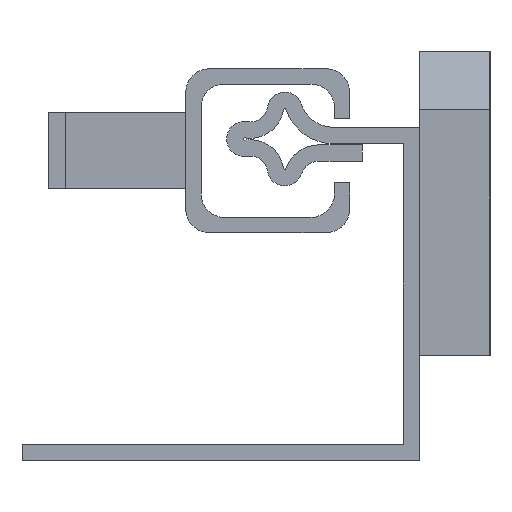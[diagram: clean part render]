
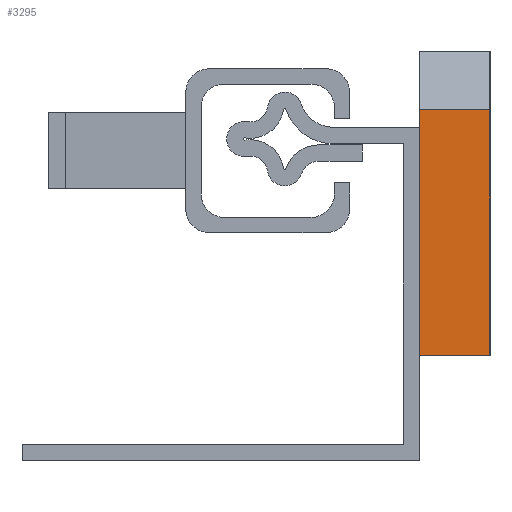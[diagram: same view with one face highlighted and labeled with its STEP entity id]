
A CAD part, left-side view. The second image highlights one B-rep face of the part: STEP entity #3295.
In plain terms, the highlighted planar face has unit normal (-1, 0, 0).
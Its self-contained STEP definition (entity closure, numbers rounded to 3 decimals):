
#66 = CARTESIAN_POINT ( 'NONE',  ( -87., 13., 6. ) ) ;
#620 = LINE ( 'NONE', #3837, #2830 ) ;
#718 = VECTOR ( 'NONE', #4163, 1000. ) ;
#890 = DIRECTION ( 'NONE',  ( 0., 0., -1. ) ) ;
#933 = CARTESIAN_POINT ( 'NONE',  ( -87., 13., 0. ) ) ;
#963 = DIRECTION ( 'NONE',  ( 0., 0., -1. ) ) ;
#1061 = ORIENTED_EDGE ( 'NONE', *, *, #1595, .F. ) ;
#1246 = CARTESIAN_POINT ( 'NONE',  ( -87., 13., 0. ) ) ;
#1344 = VERTEX_POINT ( 'NONE', #4622 ) ;
#1534 = VECTOR ( 'NONE', #890, 1000. ) ;
#1595 = EDGE_CURVE ( 'NONE', #1344, #3531, #3395, .T. ) ;
#1601 = VERTEX_POINT ( 'NONE', #1246 ) ;
#1624 = LINE ( 'NONE', #933, #718 ) ;
#1749 = DIRECTION ( 'NONE',  ( 1., 0., 0. ) ) ;
#1763 = ORIENTED_EDGE ( 'NONE', *, *, #4133, .T. ) ;
#1805 = EDGE_CURVE ( 'NONE', #1601, #3531, #1624, .T. ) ;
#1975 = ORIENTED_EDGE ( 'NONE', *, *, #1805, .T. ) ;
#2037 = EDGE_CURVE ( 'NONE', #4297, #1344, #2249, .T. ) ;
#2249 = LINE ( 'NONE', #3320, #4180 ) ;
#2341 = EDGE_LOOP ( 'NONE', ( #1975, #1061, #3672, #1763 ) ) ;
#2768 = AXIS2_PLACEMENT_3D ( 'NONE', #3190, #1749, #963 ) ;
#2830 = VECTOR ( 'NONE', #3180, 1000. ) ;
#3090 = CARTESIAN_POINT ( 'NONE',  ( -87., -8., 6. ) ) ;
#3180 = DIRECTION ( 'NONE',  ( 0., 0., -1. ) ) ;
#3190 = CARTESIAN_POINT ( 'NONE',  ( -87., 13., 6. ) ) ;
#3295 = ADVANCED_FACE ( 'NONE', ( #4244 ), #4518, .F. ) ;
#3320 = CARTESIAN_POINT ( 'NONE',  ( -87., 13., 6. ) ) ;
#3342 = DIRECTION ( 'NONE',  ( 0., -1., 0. ) ) ;
#3395 = LINE ( 'NONE', #3090, #1534 ) ;
#3531 = VERTEX_POINT ( 'NONE', #3737 ) ;
#3672 = ORIENTED_EDGE ( 'NONE', *, *, #2037, .F. ) ;
#3737 = CARTESIAN_POINT ( 'NONE',  ( -87., -8., 0. ) ) ;
#3837 = CARTESIAN_POINT ( 'NONE',  ( -87., 13., 6. ) ) ;
#4133 = EDGE_CURVE ( 'NONE', #4297, #1601, #620, .T. ) ;
#4163 = DIRECTION ( 'NONE',  ( 0., -1., 0. ) ) ;
#4180 = VECTOR ( 'NONE', #3342, 1000. ) ;
#4244 = FACE_OUTER_BOUND ( 'NONE', #2341, .T. ) ;
#4297 = VERTEX_POINT ( 'NONE', #66 ) ;
#4518 = PLANE ( 'NONE',  #2768 ) ;
#4622 = CARTESIAN_POINT ( 'NONE',  ( -87., -8., 6. ) ) ;
